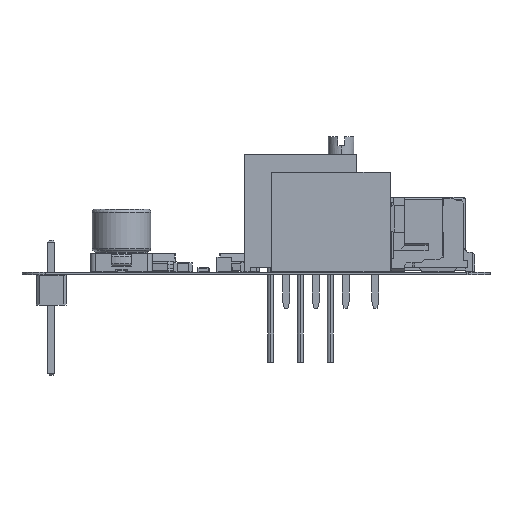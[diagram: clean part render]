
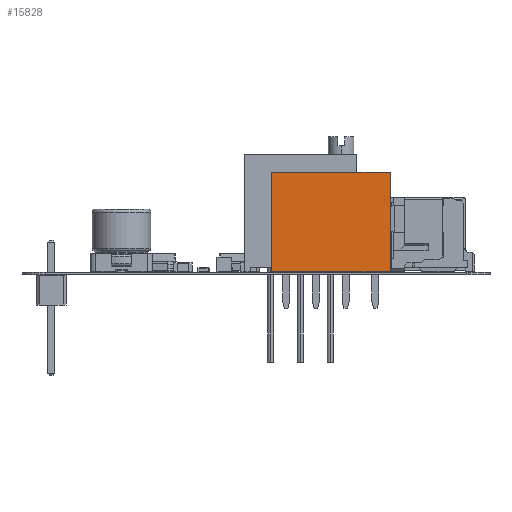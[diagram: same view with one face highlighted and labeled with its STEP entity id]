
A CAD part, left-side view. The second image highlights one B-rep face of the part: STEP entity #15828.
In plain terms, the highlighted planar face has unit normal (-1, 0, 0).
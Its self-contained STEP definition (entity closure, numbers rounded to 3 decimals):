
#15205 = VERTEX_POINT('',#15206);
#15206 = CARTESIAN_POINT('',(-1.27,-8.89,0.));
#15214 = EDGE_CURVE('',#15205,#15215,#15217,.T.);
#15215 = VERTEX_POINT('',#15216);
#15216 = CARTESIAN_POINT('',(-1.27,-8.89,8.5));
#15217 = LINE('',#15218,#15219);
#15218 = CARTESIAN_POINT('',(-1.27,-8.89,0.));
#15219 = VECTOR('',#15220,1.);
#15220 = DIRECTION('',(0.,0.,1.));
#15277 = VERTEX_POINT('',#15278);
#15278 = CARTESIAN_POINT('',(-1.27,1.27,8.5));
#15284 = EDGE_CURVE('',#15285,#15277,#15287,.T.);
#15285 = VERTEX_POINT('',#15286);
#15286 = CARTESIAN_POINT('',(-1.27,1.27,0.));
#15287 = LINE('',#15288,#15289);
#15288 = CARTESIAN_POINT('',(-1.27,1.27,0.));
#15289 = VECTOR('',#15290,1.);
#15290 = DIRECTION('',(0.,0.,1.));
#15349 = EDGE_CURVE('',#15277,#15215,#15350,.T.);
#15350 = LINE('',#15351,#15352);
#15351 = CARTESIAN_POINT('',(-1.27,1.27,8.5));
#15352 = VECTOR('',#15353,1.);
#15353 = DIRECTION('',(0.,-1.,0.));
#15508 = EDGE_CURVE('',#15285,#15205,#15509,.T.);
#15509 = LINE('',#15510,#15511);
#15510 = CARTESIAN_POINT('',(-1.27,1.27,0.));
#15511 = VECTOR('',#15512,1.);
#15512 = DIRECTION('',(0.,-1.,0.));
#15828 = ADVANCED_FACE('',(#15829),#15835,.F.);
#15829 = FACE_BOUND('',#15830,.F.);
#15830 = EDGE_LOOP('',(#15831,#15832,#15833,#15834));
#15831 = ORIENTED_EDGE('',*,*,#15284,.T.);
#15832 = ORIENTED_EDGE('',*,*,#15349,.T.);
#15833 = ORIENTED_EDGE('',*,*,#15214,.F.);
#15834 = ORIENTED_EDGE('',*,*,#15508,.F.);
#15835 = PLANE('',#15836);
#15836 = AXIS2_PLACEMENT_3D('',#15837,#15838,#15839);
#15837 = CARTESIAN_POINT('',(-1.27,1.27,0.));
#15838 = DIRECTION('',(1.,0.,0.));
#15839 = DIRECTION('',(0.,-1.,0.));
